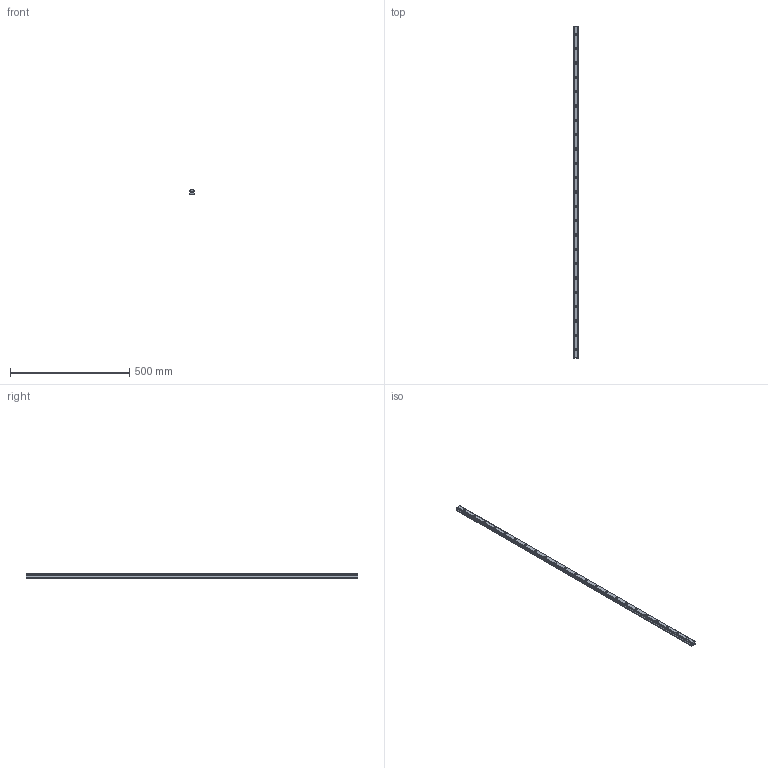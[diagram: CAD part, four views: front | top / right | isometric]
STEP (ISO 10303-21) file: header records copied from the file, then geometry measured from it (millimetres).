
FILE_DESCRIPTION(('STEP AP214'),'1');
FILE_NAME('cctmp_5F59CBA6-DE0A-46B2-BB56-DA32CFDD5E8A_2020_5_19_8_33_2_612..stp','2020-05-19T06:33:02',('HIWIN GmbH'),('CADClick - www.CADClick.com'),'Spatial InterOp 3D',' ','unknown authorization');
FILE_SCHEMA(('AUTOMOTIVE_DESIGN'));
Length unit declared in the file: millimetre
Products named in the file (1): HGR20R1390H_FILE
Bounding box: 20 x 1390 x 17.5 mm (x, y, z)
Volume: 397518.6 mm3; surface area: 118108.1 mm2
Topology: 1 solids, 1 shells, 314 faces, 717 edges, 478 vertices
Faces by surface type: cylinder 160, plane 154
Entity records: 11497 total; most frequent: DIRECTION 1667, CARTESIAN_POINT 1510, ORIENTED_EDGE 1434, EDGE_CURVE 717, AXIS2_PLACEMENT_3D 635, VERTEX_POINT 478, LINE 397, VECTOR 397
